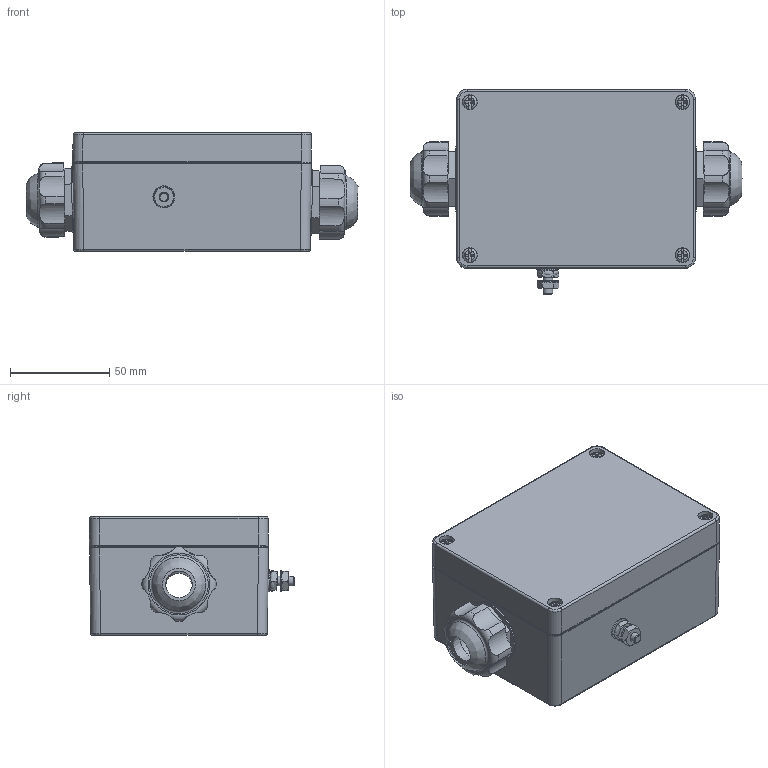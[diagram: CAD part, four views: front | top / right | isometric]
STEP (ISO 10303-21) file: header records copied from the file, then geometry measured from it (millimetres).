
FILE_DESCRIPTION((''),'2;1');
FILE_NAME('1540-1.stp','2015-03-13T10:37:05',('thomast'),(''),'Autodesk Inventor 2012','Autodesk Inventor 2012','');
FILE_SCHEMA(('AUTOMOTIVE_DESIGN { 1 0 10303 214 1 1 1 1 }'));
Products named in the file (14): 1540-1.iam (LevelofDetail1); Box F; lid F_G; M4 x 20 mm Screw; Part7(Cable Nut); Part4(Body); Part1a; Part5(Body Gasket); AS 1427 H - Metric M3 x 6; 6mm Oring; Washer 92916A345; Hex Machine Screw Nut - Inch 10 - 32; External Tooth Lock Washer - Type B (Inch) No. 10. Carbon Steel; Cross Recessed Binding Head Machine Screw - Type I - Inch No. 10 - 32 - 3/4
Assembly tree (26 placements, depth 2):
  1540-1.iam (LevelofDetail1)
    Box F
    lid F_G
    M4 x 20 mm Screw  x4
    Part7(Cable Nut)  x2
    Part4(Body)  x2
    Part1a  x2
    Part5(Body Gasket)  x2
    AS 1427 H - Metric M3 x 6  x4
    6mm Oring
    Washer 92916A345  x2
    Hex Machine Screw Nut - Inch 10 - 32  x2
    External Tooth Lock Washer - Type B (Inch) No. 10. Carbon Steel  x2
    Cross Recessed Binding Head Machine Screw - Type I - Inch No. 10 - 32 - 3/4
Bounding box: 166.99 x 103.29 x 59.79 mm (x, y, z)
Volume: 180485.3 mm3; surface area: 135698 mm2
Topology: 26 solids, 26 shells, 1265 faces, 3214 edges, 2052 vertices
Faces by surface type: plane 629, cylinder 287, cone 237, torus 91, bspline 16, sphere 5
Full cylindrical faces by diameter (mm): 2 x8, 2.693 x4, 3 x4, 3.5 x8, 3.962 x2, 4.826 x1, 4.953 x2, 4.978 x1, 5.08 x2, 7 x4, 8.5 x4, 11.113 x2, 15.514 x2, 16.396 x2, 22.047 x4, 22.225 x2, 22.301 x2, 26.772 x2, 33.096 x2
Entity records: 27235 total; most frequent: CARTESIAN_POINT 5888, DIRECTION 4519, ORIENTED_EDGE 4184, EDGE_CURVE 2092, AXIS2_PLACEMENT_3D 1721, VERTEX_POINT 1379, VECTOR 1077, LINE 1077
